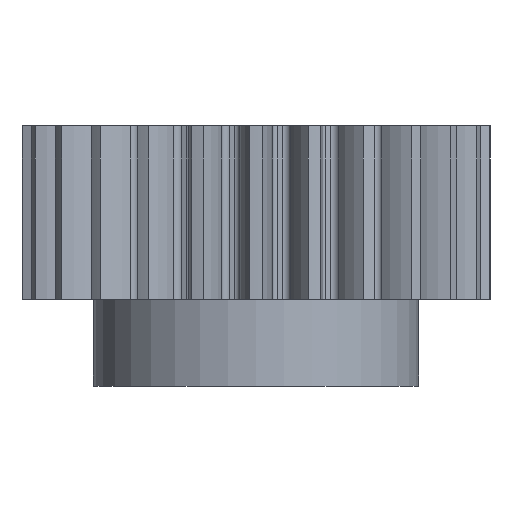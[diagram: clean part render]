
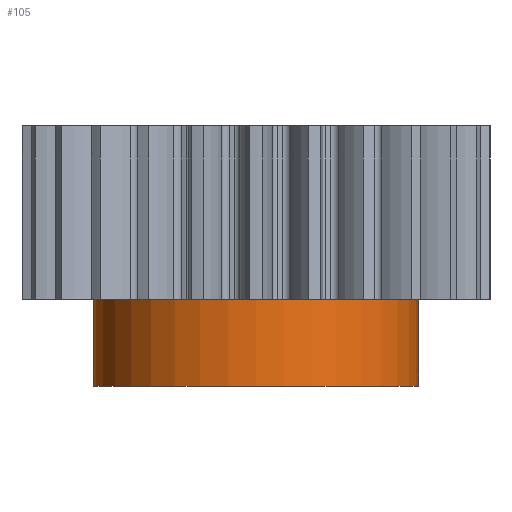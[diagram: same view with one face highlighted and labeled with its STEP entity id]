
A CAD part, front view. The second image highlights one B-rep face of the part: STEP entity #105.
In plain terms, the highlighted cylindrical face has radius 75 mm (diameter 150 mm), a partial arc.
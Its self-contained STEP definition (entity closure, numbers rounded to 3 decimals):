
#104 = EDGE_CURVE ( 'NONE', #1358, #1275, #2373, .T. ) ;
#105 = ADVANCED_FACE ( 'NONE', ( #2409 ), #2600, .T. ) ;
#106 = ORIENTED_EDGE ( 'NONE', *, *, #1286, .T. ) ;
#107 = ORIENTED_EDGE ( 'NONE', *, *, #1387, .F. ) ;
#112 = ORIENTED_EDGE ( 'NONE', *, *, #1349, .F. ) ;
#114 = EDGE_LOOP ( 'NONE', ( #112, #107, #106, #121 ) ) ;
#121 = ORIENTED_EDGE ( 'NONE', *, *, #104, .T. ) ;
#1275 = VERTEX_POINT ( 'NONE', #4141 ) ;
#1277 = VERTEX_POINT ( 'NONE', #4086 ) ;
#1278 = VERTEX_POINT ( 'NONE', #4082 ) ;
#1286 = EDGE_CURVE ( 'NONE', #1277, #1358, #4055, .T. ) ;
#1349 = EDGE_CURVE ( 'NONE', #1278, #1275, #4201, .T. ) ;
#1358 = VERTEX_POINT ( 'NONE', #4174 ) ;
#1387 = EDGE_CURVE ( 'NONE', #1277, #1278, #4345, .T. ) ;
#2118 = CARTESIAN_POINT ( 'NONE',  ( 0., 0., 0. ) ) ;
#2121 = AXIS2_PLACEMENT_3D ( 'NONE', #2118, #2371, #2372 ) ;
#2371 = DIRECTION ( 'NONE',  ( 0., 0., -1. ) ) ;
#2372 = DIRECTION ( 'NONE',  ( 1., 0., 0. ) ) ;
#2373 = CIRCLE ( 'NONE', #2121, 75. ) ;
#2409 = FACE_OUTER_BOUND ( 'NONE', #114, .T. ) ;
#2488 = AXIS2_PLACEMENT_3D ( 'NONE', #2571, #2494, #2572 ) ;
#2494 = DIRECTION ( 'NONE',  ( 0., 0., 1. ) ) ;
#2571 = CARTESIAN_POINT ( 'NONE',  ( 0., 0., -120. ) ) ;
#2572 = DIRECTION ( 'NONE',  ( 1., 0., 0. ) ) ;
#2600 = CYLINDRICAL_SURFACE ( 'NONE', #2488, 75. ) ;
#4053 = DIRECTION ( 'NONE',  ( 0., 0., 1. ) ) ;
#4054 = CARTESIAN_POINT ( 'NONE',  ( 75., 0., -120. ) ) ;
#4055 = LINE ( 'NONE', #4054, #4111 ) ;
#4082 = CARTESIAN_POINT ( 'NONE',  ( -75., 0., -40. ) ) ;
#4086 = CARTESIAN_POINT ( 'NONE',  ( 75., 0., -40. ) ) ;
#4111 = VECTOR ( 'NONE', #4053, 1000. ) ;
#4141 = CARTESIAN_POINT ( 'NONE',  ( -75., 0., 0. ) ) ;
#4174 = CARTESIAN_POINT ( 'NONE',  ( 75., 0., 0. ) ) ;
#4179 = DIRECTION ( 'NONE',  ( 0., 0., 1. ) ) ;
#4180 = VECTOR ( 'NONE', #4179, 1000. ) ;
#4200 = CARTESIAN_POINT ( 'NONE',  ( -75., 0., -120. ) ) ;
#4201 = LINE ( 'NONE', #4200, #4180 ) ;
#4341 = DIRECTION ( 'NONE',  ( 1., 0., 0. ) ) ;
#4342 = DIRECTION ( 'NONE',  ( 0., 0., -1. ) ) ;
#4343 = CARTESIAN_POINT ( 'NONE',  ( 0., 0., -40. ) ) ;
#4344 = AXIS2_PLACEMENT_3D ( 'NONE', #4343, #4342, #4341 ) ;
#4345 = CIRCLE ( 'NONE', #4344, 75. ) ;
